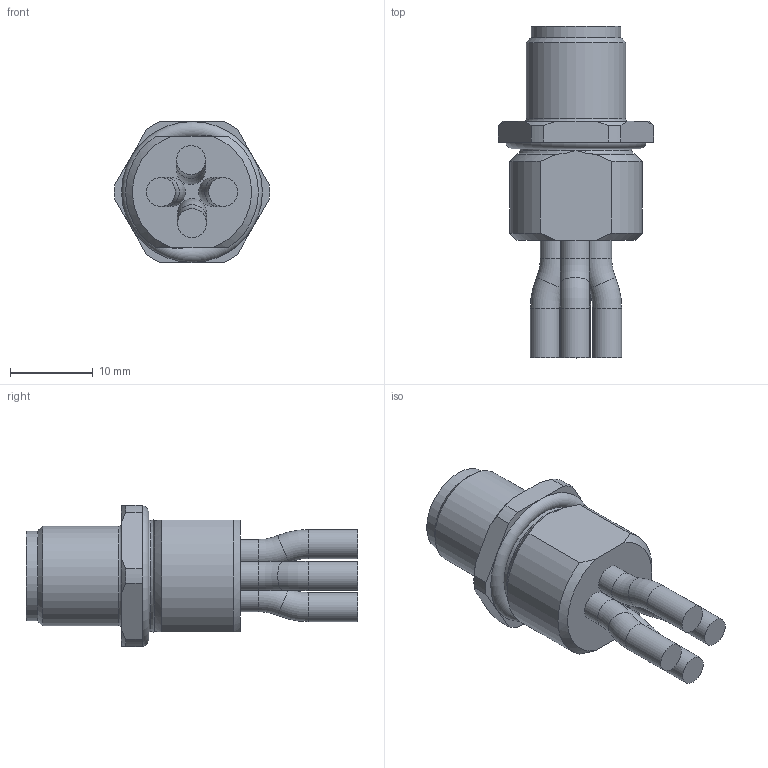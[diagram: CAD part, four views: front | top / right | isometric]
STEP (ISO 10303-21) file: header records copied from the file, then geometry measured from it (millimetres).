
FILE_DESCRIPTION(/* description */ (''),/* implementation_level */ '2;1');
FILE_NAME(/* name */ 'PT-FVMM12SU4-m_M16.stp',/* time_stamp */ '2019-02-01T11:25:34+01:00',/* author */ ('ESCHA GmbH & Co. KG'),/* organization */ ('ESCHA GmbH & Co. KG'),/* preprocessor_version */ 'ST-DEVELOPER v16',/* originating_system */ 'SIEMENS PLM Software NX 10.0',/* authorisation */ '');
FILE_SCHEMA (('AUTOMOTIVE_DESIGN { 1 0 10303 214 3 1 1 1 }'));
Length unit declared in the file: millimetre
Products named in the file (1): 5030480__Flanschgehaeuse_part_327379
Bounding box: 18.69 x 40 x 17 mm (x, y, z)
Volume: 4210.7 mm3; surface area: 2777.1 mm2
Topology: 1 solids, 4 shells, 194 faces, 475 edges, 308 vertices
Faces by surface type: plane 76, cylinder 46, extrusion 30, torus 24, cone 14, sphere 4
Full cylindrical faces by diameter (mm): 1.5 x4, 2.12 x4, 3.5 x8, 8.4 x1, 10.8 x1, 12 x1, 13.5 x1
Entity records: 5824 total; most frequent: CARTESIAN_POINT 1703, ORIENTED_EDGE 824, DIRECTION 747, EDGE_CURVE 412, VERTEX_POINT 292, AXIS2_PLACEMENT_3D 285, EDGE_LOOP 254, ADVANCED_FACE 194
